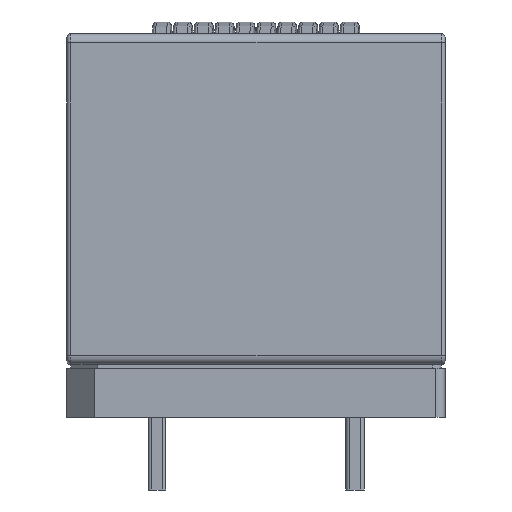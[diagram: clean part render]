
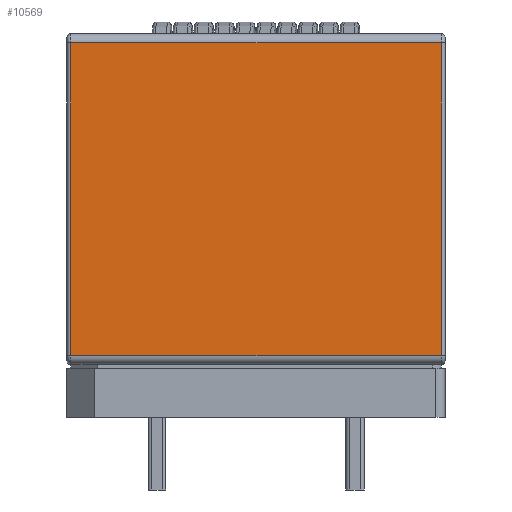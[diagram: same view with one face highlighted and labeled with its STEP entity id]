
A CAD part, left-side view. The second image highlights one B-rep face of the part: STEP entity #10569.
In plain terms, the highlighted planar face has unit normal (-1, 0, 0).
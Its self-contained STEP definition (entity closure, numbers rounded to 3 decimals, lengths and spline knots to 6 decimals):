
#1036=PLANE('',#10992);
#1302=LINE('',#14059,#1948);
#1601=LINE('',#16391,#2247);
#1602=LINE('',#16393,#2248);
#1603=LINE('',#16395,#2249);
#1948=VECTOR('',#11570,1.);
#2247=VECTOR('',#12203,1.);
#2248=VECTOR('',#12204,1.);
#2249=VECTOR('',#12205,1.);
#3734=ORIENTED_EDGE('',*,*,#5220,.F.);
#3735=ORIENTED_EDGE('',*,*,#5221,.T.);
#3736=ORIENTED_EDGE('',*,*,#5222,.T.);
#3737=ORIENTED_EDGE('',*,*,#4852,.T.);
#4852=EDGE_CURVE('',#5863,#5864,#1302,.T.);
#5220=EDGE_CURVE('',#6063,#5864,#1601,.T.);
#5221=EDGE_CURVE('',#6063,#6064,#1602,.T.);
#5222=EDGE_CURVE('',#6064,#5863,#1603,.T.);
#5863=VERTEX_POINT('',#14052);
#5864=VERTEX_POINT('',#14056);
#6063=VERTEX_POINT('',#16392);
#6064=VERTEX_POINT('',#16394);
#6660=EDGE_LOOP('',(#3734,#3735,#3736,#3737));
#7154=FACE_BOUND('',#6660,.T.);
#10569=ADVANCED_FACE('',(#7154),#1036,.T.);
#10992=AXIS2_PLACEMENT_3D('',#16390,#12201,#12202);
#11570=DIRECTION('',(0.,0.,1.));
#12201=DIRECTION('',(-1.,0.,0.));
#12202=DIRECTION('',(0.,0.,1.));
#12203=DIRECTION('',(0.,-1.,0.));
#12204=DIRECTION('',(0.,0.,-1.));
#12205=DIRECTION('',(0.,-1.,0.));
#14052=CARTESIAN_POINT('',(-0.0125,-0.0102,0.00205));
#14056=CARTESIAN_POINT('',(-0.0125,-0.0102,0.01925));
#14059=CARTESIAN_POINT('',(-0.0125,-0.0102,0.01925));
#16390=CARTESIAN_POINT('',(-0.0125,0.0104,0.01975));
#16391=CARTESIAN_POINT('',(-0.0125,0.0104,0.01925));
#16392=CARTESIAN_POINT('',(-0.0125,0.0102,0.01925));
#16393=CARTESIAN_POINT('',(-0.0125,0.0102,0.00205));
#16394=CARTESIAN_POINT('',(-0.0125,0.0102,0.00205));
#16395=CARTESIAN_POINT('',(-0.0125,0.0104,0.00205));
